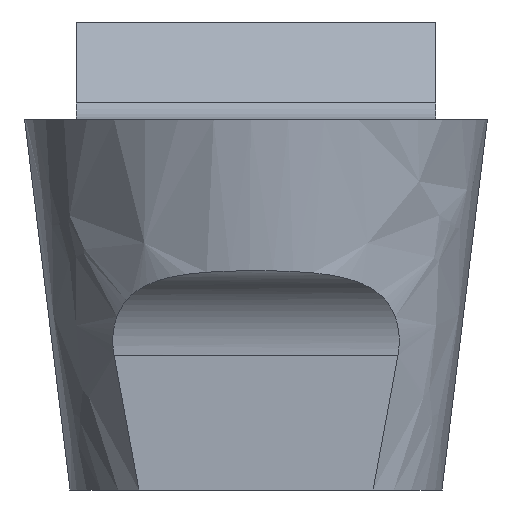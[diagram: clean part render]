
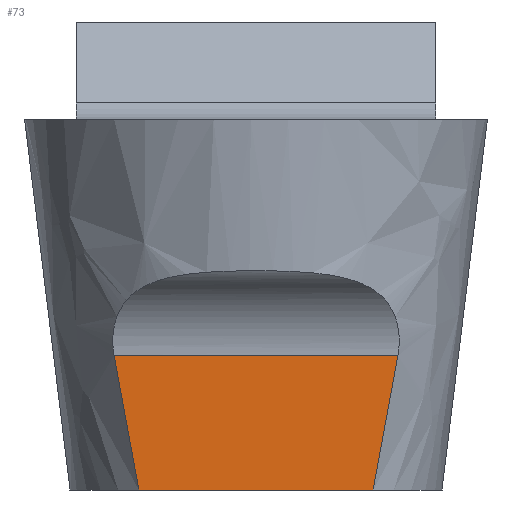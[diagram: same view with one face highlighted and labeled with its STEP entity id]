
A CAD part, front view. The second image highlights one B-rep face of the part: STEP entity #73.
In plain terms, the highlighted planar face has unit normal (0, -1, 0).
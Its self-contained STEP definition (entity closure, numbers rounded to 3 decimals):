
#73=ADVANCED_FACE('',(#119),#93,.T.);
#93=PLANE('',#609);
#119=FACE_OUTER_BOUND('',#147,.T.);
#147=EDGE_LOOP('',(#383,#384,#385,#386));
#155=LINE('',#769,#199);
#193=LINE('',#1223,#237);
#199=VECTOR('',#623,1.);
#237=VECTOR('',#705,1.);
#383=ORIENTED_EDGE('',*,*,#469,.T.);
#384=ORIENTED_EDGE('',*,*,#523,.T.);
#385=ORIENTED_EDGE('',*,*,#473,.T.);
#386=ORIENTED_EDGE('',*,*,#456,.F.);
#404=VERTEX_POINT('',#768);
#405=VERTEX_POINT('',#770);
#415=VERTEX_POINT('',#907);
#418=VERTEX_POINT('',#929);
#456=EDGE_CURVE('',#404,#405,#155,.T.);
#469=EDGE_CURVE('',#404,#415,#537,.T.);
#473=EDGE_CURVE('',#418,#405,#539,.T.);
#523=EDGE_CURVE('',#415,#418,#193,.T.);
#537=B_SPLINE_CURVE_WITH_KNOTS('',3,(#903,#904,#905,#906),.UNSPECIFIED.,
 .F.,.F.,(4,4),(0.,1.),.UNSPECIFIED.);
#539=B_SPLINE_CURVE_WITH_KNOTS('',3,(#925,#926,#927,#928),.UNSPECIFIED.,
 .F.,.F.,(4,4),(0.,1.),.UNSPECIFIED.);
#609=AXIS2_PLACEMENT_3D('',#1224,#706,#707);
#623=DIRECTION('',(-1.,0.,0.));
#705=DIRECTION('',(-1.,0.,0.));
#706=DIRECTION('',(0.,-1.,0.));
#707=DIRECTION('',(0.,0.,-1.));
#768=CARTESIAN_POINT('',(2.022,0.5,-6.389));
#769=CARTESIAN_POINT('',(-3.1,0.5,-6.389));
#770=CARTESIAN_POINT('',(-2.022,0.5,-6.389));
#903=CARTESIAN_POINT('',(2.022,0.5,-6.389));
#904=CARTESIAN_POINT('',(2.173,0.5,-5.618));
#905=CARTESIAN_POINT('',(2.314,0.5,-4.844));
#906=CARTESIAN_POINT('',(2.45,0.5,-4.07));
#907=CARTESIAN_POINT('',(2.45,0.5,-4.07));
#925=CARTESIAN_POINT('',(-2.45,0.5,-4.07));
#926=CARTESIAN_POINT('',(-2.314,0.5,-4.844));
#927=CARTESIAN_POINT('',(-2.173,0.5,-5.618));
#928=CARTESIAN_POINT('',(-2.022,0.5,-6.389));
#929=CARTESIAN_POINT('',(-2.45,0.5,-4.07));
#1223=CARTESIAN_POINT('',(10.,0.5,-4.07));
#1224=CARTESIAN_POINT('',(10.,0.5,-14.07));
